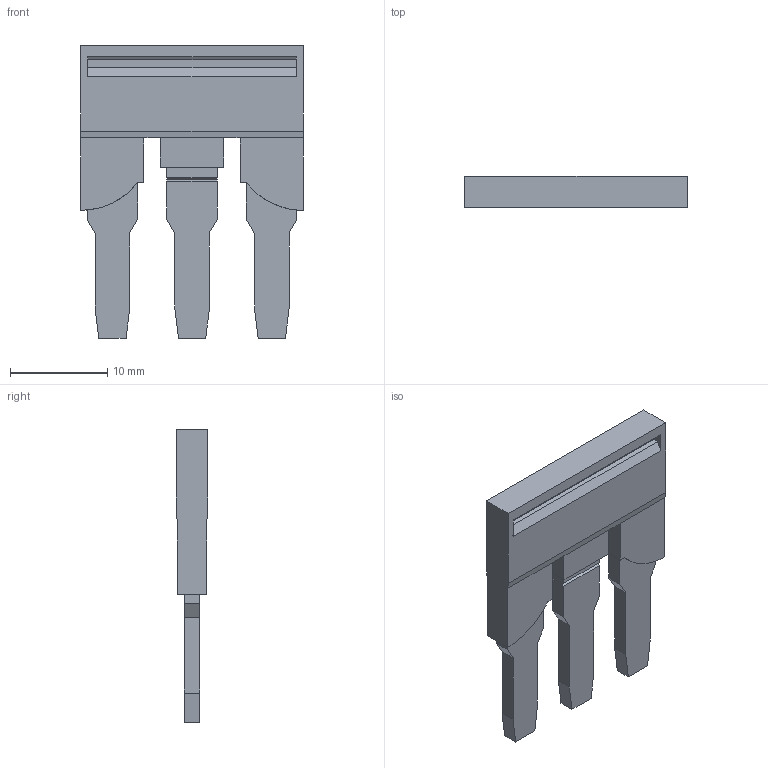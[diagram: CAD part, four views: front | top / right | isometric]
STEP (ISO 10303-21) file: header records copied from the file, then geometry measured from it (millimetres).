
FILE_DESCRIPTION(('CATIA V5 STEP Exchange','CAx-IF Rec.Pracs.--- Model Styling and Organization---1.5--- 2016-08-15','CAx-IF Rec.Pracs.---Supplemental Geometry---1.0---2011-11-01','CAx-IF Rec.Pracs.--- Composite Materials ---1.1---2010-07-15'),'2;1');
FILE_NAME ('2057484-1_0', '2024-08-15T06:53:27+00:00', ('none'), ('Weidmueller'), 'CATIA Version 5-6 Release 2022 SP4 HF5', 'CATIA V5 STEP AP214 v3', 'none');
FILE_SCHEMA(('AUTOMOTIVE_DESIGN { 1 0 10303 214 1 1 1 1 }'));
Length unit declared in the file: millimetre
Products named in the file (1): 3077590000
Bounding box: 22.9 x 3.2 x 30.12 mm (x, y, z)
Volume: 1233.6 mm3; surface area: 1498.5 mm2
Topology: 1 solids, 1 shells, 75 faces, 198 edges, 128 vertices
Faces by surface type: plane 73, cylinder 2
Entity records: 2246 total; most frequent: ORIENTED_EDGE 396, CARTESIAN_POINT 394, DIRECTION 315, EDGE_CURVE 198, VECTOR 190, LINE 190, VERTEX_POINT 128, EDGE_LOOP 78
